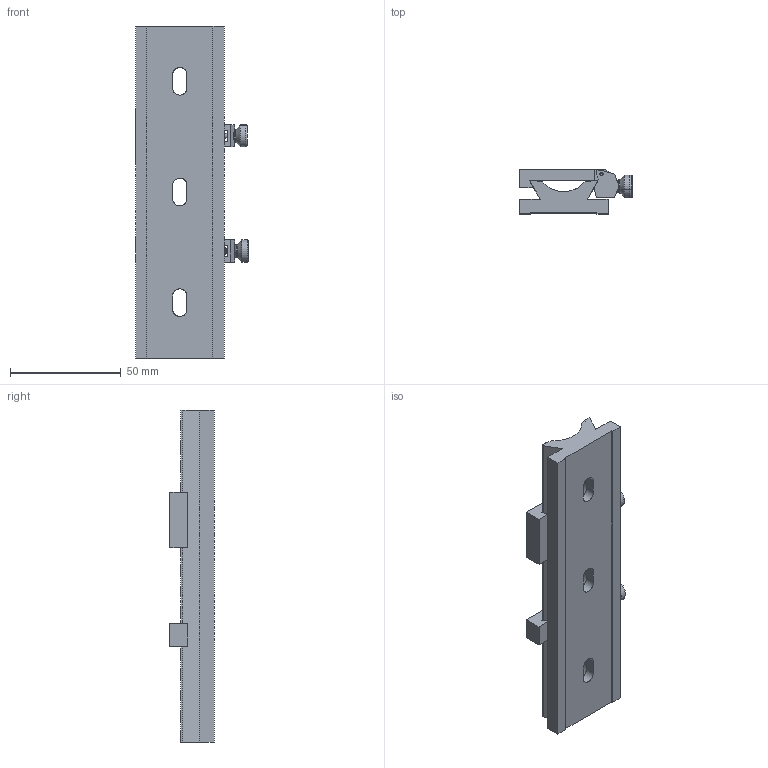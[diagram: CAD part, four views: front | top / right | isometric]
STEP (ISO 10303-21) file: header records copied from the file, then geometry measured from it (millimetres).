
FILE_DESCRIPTION (( 'STEP AP203' ), '1' );
FILE_NAME ('523567.STEP', '2024-12-13T03:43:43', ( '' ), ( '' ), 'SwSTEP 2.0', 'SolidWorks 2020', '' );
FILE_SCHEMA (( 'CONFIG_CONTROL_DESIGN' ));
Length unit declared in the file: millimetre
Products named in the file (1): 523567
Bounding box: 51.03 x 20 x 150 mm (x, y, z)
Volume: 64252.7 mm3; surface area: 27227.2 mm2
Topology: 8 solids, 8 shells, 1421 faces, 3621 edges, 2402 vertices
Faces by surface type: plane 1113, bspline 197, cylinder 83, cone 20, torus 8
Entity records: 52220 total; most frequent: CARTESIAN_POINT 19118, ORIENTED_EDGE 7242, DIRECTION 5691, EDGE_CURVE 3621, VECTOR 2921, LINE 2921, VERTEX_POINT 2402, EDGE_LOOP 1645
